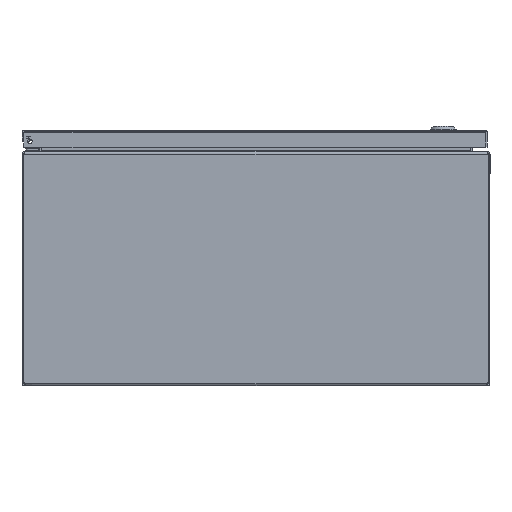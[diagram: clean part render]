
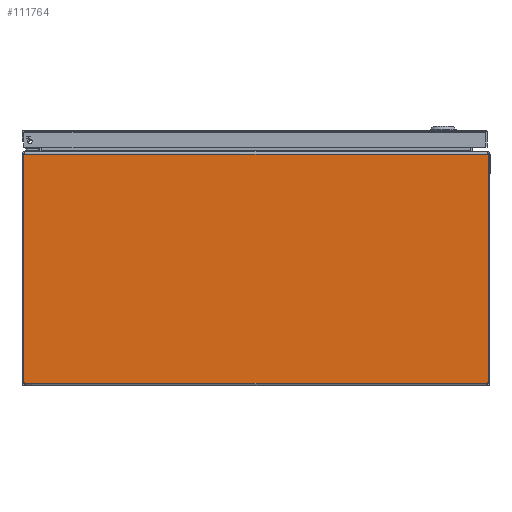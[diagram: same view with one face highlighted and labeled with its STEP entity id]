
A CAD part, front view. The second image highlights one B-rep face of the part: STEP entity #111764.
In plain terms, the highlighted planar face has unit normal (0, -1, 0).
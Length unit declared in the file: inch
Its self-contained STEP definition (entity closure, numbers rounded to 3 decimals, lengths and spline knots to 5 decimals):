
#968 = CARTESIAN_POINT ( 'NONE',  ( 0.08505, 0., 9.89475 ) ) ;
#969 = CARTESIAN_POINT ( 'NONE',  ( 0.11361, 0., 0.10525 ) ) ;
#6255 = VERTEX_POINT ( 'NONE', #99860 ) ;
#7015 = CARTESIAN_POINT ( 'NONE',  ( 10., 0., 5.0089 ) ) ;
#8493 = CIRCLE ( 'NONE', #18402, 0.068 ) ;
#12428 = VECTOR ( 'NONE', #57880, 39.37008 ) ;
#12872 = VECTOR ( 'NONE', #107110, 39.37008 ) ;
#17302 = VECTOR ( 'NONE', #32565, 39.37008 ) ;
#17464 = ORIENTED_EDGE ( 'NONE', *, *, #83905, .F. ) ;
#18402 = AXIS2_PLACEMENT_3D ( 'NONE', #73093, #64582, #20010 ) ;
#18761 = CARTESIAN_POINT ( 'NONE',  ( 19.963, 0., 0.10525 ) ) ;
#20010 = DIRECTION ( 'NONE',  ( 0., 0., -1. ) ) ;
#21670 = CARTESIAN_POINT ( 'NONE',  ( 10., 0., 9.89475 ) ) ;
#22373 = EDGE_CURVE ( 'NONE', #58525, #80075, #26317, .T. ) ;
#22944 = CARTESIAN_POINT ( 'NONE',  ( 10., 0., 9.89475 ) ) ;
#23446 = DIRECTION ( 'NONE',  ( 0., 0., -1. ) ) ;
#23651 = CARTESIAN_POINT ( 'NONE',  ( 0.037, 0., 0.10525 ) ) ;
#24434 = VERTEX_POINT ( 'NONE', #32873 ) ;
#26317 = LINE ( 'NONE', #969, #94169 ) ;
#27269 = EDGE_CURVE ( 'NONE', #6255, #24434, #45711, .T. ) ;
#28438 = ORIENTED_EDGE ( 'NONE', *, *, #22373, .F. ) ;
#28776 = EDGE_CURVE ( 'NONE', #113746, #61323, #111576, .T. ) ;
#29285 = CARTESIAN_POINT ( 'NONE',  ( 0.037, 0., 0.12495 ) ) ;
#30477 = CIRCLE ( 'NONE', #57032, 0.068 ) ;
#32565 = DIRECTION ( 'NONE',  ( 0., 0., 1. ) ) ;
#32751 = LINE ( 'NONE', #21670, #100636 ) ;
#32873 = CARTESIAN_POINT ( 'NONE',  ( 19.963, 0., 9.89475 ) ) ;
#33784 = EDGE_CURVE ( 'NONE', #24434, #62825, #102895, .T. ) ;
#36330 = CARTESIAN_POINT ( 'NONE',  ( 0.037, 0., 9.89475 ) ) ;
#45711 = LINE ( 'NONE', #22944, #12428 ) ;
#46419 = CARTESIAN_POINT ( 'NONE',  ( 10., 0., 9.89475 ) ) ;
#46459 = VECTOR ( 'NONE', #107981, 39.37008 ) ;
#57032 = AXIS2_PLACEMENT_3D ( 'NONE', #67243, #76533, #23446 ) ;
#57880 = DIRECTION ( 'NONE',  ( 1., 0., 0. ) ) ;
#58525 = VERTEX_POINT ( 'NONE', #86035 ) ;
#58899 = CARTESIAN_POINT ( 'NONE',  ( 19.963, 0., 0.12495 ) ) ;
#61323 = VERTEX_POINT ( 'NONE', #36330 ) ;
#62825 = VERTEX_POINT ( 'NONE', #58899 ) ;
#64582 = DIRECTION ( 'NONE',  ( 0., 1., 0. ) ) ;
#65113 = ORIENTED_EDGE ( 'NONE', *, *, #33784, .F. ) ;
#67243 = CARTESIAN_POINT ( 'NONE',  ( 0.06153, 0., 0.06153 ) ) ;
#72790 = LINE ( 'NONE', #46419, #46459 ) ;
#73093 = CARTESIAN_POINT ( 'NONE',  ( 19.93847, 0., 0.06153 ) ) ;
#73814 = ORIENTED_EDGE ( 'NONE', *, *, #81227, .T. ) ;
#74787 = EDGE_LOOP ( 'NONE', ( #17464, #79653, #113399, #100042, #28438, #73814, #65113, #98335 ) ) ;
#75126 = EDGE_CURVE ( 'NONE', #113746, #80075, #30477, .T. ) ;
#76533 = DIRECTION ( 'NONE',  ( 0., 1., 0. ) ) ;
#78559 = FACE_OUTER_BOUND ( 'NONE', #74787, .T. ) ;
#79653 = ORIENTED_EDGE ( 'NONE', *, *, #102631, .F. ) ;
#80075 = VERTEX_POINT ( 'NONE', #91504 ) ;
#81227 = EDGE_CURVE ( 'NONE', #58525, #62825, #8493, .T. ) ;
#83905 = EDGE_CURVE ( 'NONE', #103253, #6255, #72790, .T. ) ;
#85947 = DIRECTION ( 'NONE',  ( 1., 0., 0. ) ) ;
#86035 = CARTESIAN_POINT ( 'NONE',  ( 19.88639, 0., 0.10525 ) ) ;
#87192 = DIRECTION ( 'NONE',  ( 0., 1., 0. ) ) ;
#90347 = DIRECTION ( 'NONE',  ( -1., 0., 0. ) ) ;
#91504 = CARTESIAN_POINT ( 'NONE',  ( 0.11361, 0., 0.10525 ) ) ;
#94169 = VECTOR ( 'NONE', #90347, 39.37008 ) ;
#94247 = AXIS2_PLACEMENT_3D ( 'NONE', #7015, #87192, #105013 ) ;
#98335 = ORIENTED_EDGE ( 'NONE', *, *, #27269, .F. ) ;
#99860 = CARTESIAN_POINT ( 'NONE',  ( 19.91495, 0., 9.89475 ) ) ;
#100042 = ORIENTED_EDGE ( 'NONE', *, *, #75126, .T. ) ;
#100636 = VECTOR ( 'NONE', #85947, 39.37008 ) ;
#102631 = EDGE_CURVE ( 'NONE', #61323, #103253, #32751, .T. ) ;
#102895 = LINE ( 'NONE', #18761, #12872 ) ;
#103253 = VERTEX_POINT ( 'NONE', #968 ) ;
#104248 = PLANE ( 'NONE',  #94247 ) ;
#105013 = DIRECTION ( 'NONE',  ( 0., 0., 1. ) ) ;
#107110 = DIRECTION ( 'NONE',  ( 0., 0., -1. ) ) ;
#107981 = DIRECTION ( 'NONE',  ( 1., 0., 0. ) ) ;
#111576 = LINE ( 'NONE', #23651, #17302 ) ;
#111764 = ADVANCED_FACE ( 'NONE', ( #78559 ), #104248, .F. ) ;
#113399 = ORIENTED_EDGE ( 'NONE', *, *, #28776, .F. ) ;
#113746 = VERTEX_POINT ( 'NONE', #29285 ) ;
